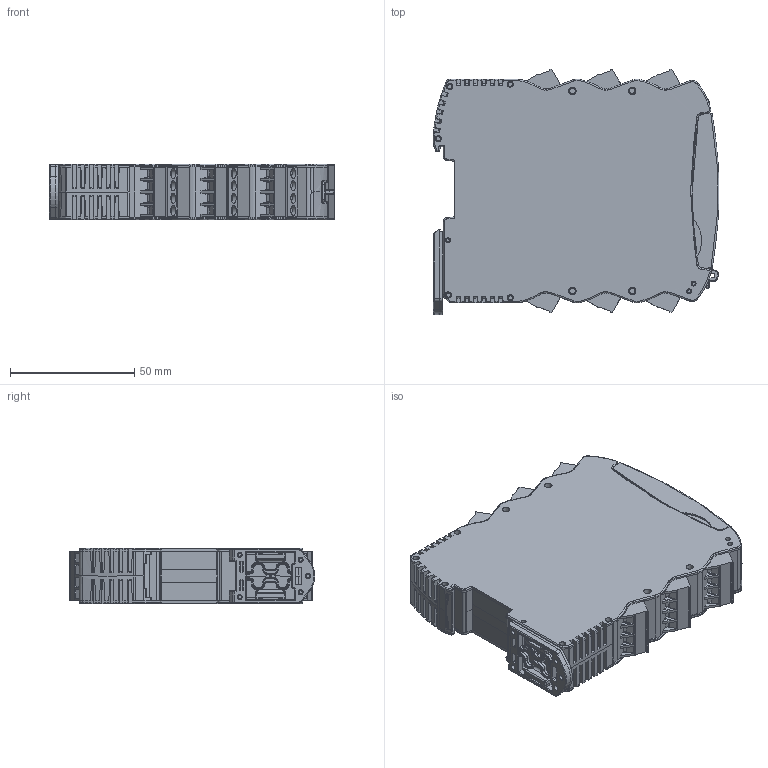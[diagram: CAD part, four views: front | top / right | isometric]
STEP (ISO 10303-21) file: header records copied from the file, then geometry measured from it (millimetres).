
FILE_DESCRIPTION (( 'STEP AP214' ), '1' );
FILE_NAME ('SRB-E-402ST.STEP', '2024-10-24T12:15:38', ( '' ), ( '' ), 'SwSTEP 2.0', 'SolidWorks 2023', '' );
FILE_SCHEMA (( 'AUTOMOTIVE_DESIGN' ));
Length unit declared in the file: inch
Products named in the file (1): SRB-E-402ST
Bounding box: 114.89 x 98.88 x 22.5 mm (x, y, z)
Volume: 213466 mm3; surface area: 42017 mm2
Topology: 2 solids, 6 shells, 3031 faces, 8207 edges, 5152 vertices
Faces by surface type: plane 1677, cylinder 698, bspline 440, cone 211, torus 5
Full cylindrical faces by diameter (mm): 1.7 x1, 3.783 x24, 4 x24
Entity records: 111068 total; most frequent: CARTESIAN_POINT 42090, ORIENTED_EDGE 16034, DIRECTION 11986, EDGE_CURVE 8017, VERTEX_POINT 5108, LINE 4566, VECTOR 4566, AXIS2_PLACEMENT_3D 3710
